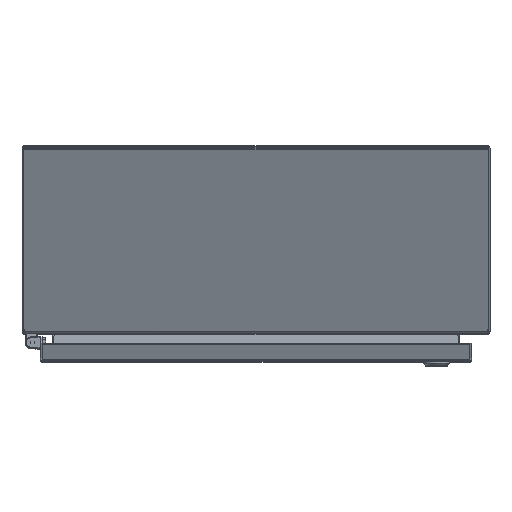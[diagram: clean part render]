
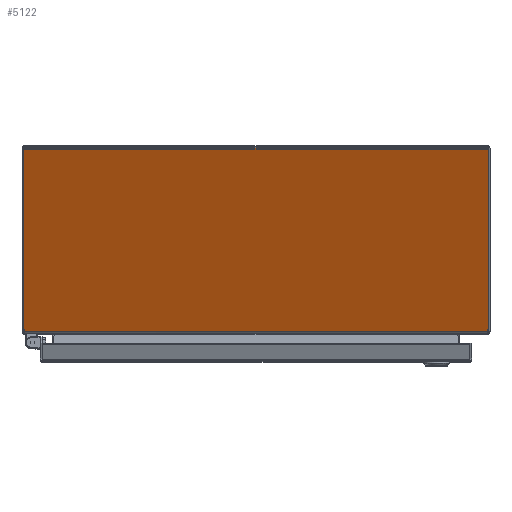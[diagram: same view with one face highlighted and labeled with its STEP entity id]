
A CAD part, top view. The second image highlights one B-rep face of the part: STEP entity #5122.
In plain terms, the highlighted planar face has unit normal (0, -0.423, 0.906).
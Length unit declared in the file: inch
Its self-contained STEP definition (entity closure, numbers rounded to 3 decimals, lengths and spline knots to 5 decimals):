
#102 = EDGE_CURVE ( 'NONE', #12945, #31279, #19706, .T. ) ;
#217 = CARTESIAN_POINT ( 'NONE',  ( -9.928, -7.78568, 10.27858 ) ) ;
#790 = VECTOR ( 'NONE', #11448, 39.37008 ) ;
#1628 = CARTESIAN_POINT ( 'NONE',  ( 9.89008, -7.93764, 10.20772 ) ) ;
#2025 = EDGE_CURVE ( 'NONE', #15384, #12945, #7044, .T. ) ;
#4743 = LINE ( 'NONE', #35539, #10544 ) ;
#5122 = ADVANCED_FACE ( 'NONE', ( #7820 ), #30160, .T. ) ;
#7044 = LINE ( 'NONE', #31971, #35072 ) ;
#7820 = FACE_OUTER_BOUND ( 'NONE', #31490, .T. ) ;
#9829 = VECTOR ( 'NONE', #13181, 39.37008 ) ;
#10312 = EDGE_CURVE ( 'NONE', #33698, #25629, #4743, .T. ) ;
#10544 = VECTOR ( 'NONE', #12811, 39.37008 ) ;
#11298 = VERTEX_POINT ( 'NONE', #24510 ) ;
#11448 = DIRECTION ( 'NONE',  ( 0., -0.906, -0.423 ) ) ;
#12811 = DIRECTION ( 'NONE',  ( 1., 0., 0. ) ) ;
#12945 = VERTEX_POINT ( 'NONE', #13910 ) ;
#13181 = DIRECTION ( 'NONE',  ( 0.221, 0.884, 0.412 ) ) ;
#13910 = CARTESIAN_POINT ( 'NONE',  ( 9.928, -0.101, 13.862 ) ) ;
#14601 = DIRECTION ( 'NONE',  ( 0., -0.906, -0.423 ) ) ;
#15384 = VERTEX_POINT ( 'NONE', #17080 ) ;
#15985 = ORIENTED_EDGE ( 'NONE', *, *, #102, .T. ) ;
#16522 = EDGE_CURVE ( 'NONE', #11298, #33698, #20002, .T. ) ;
#17080 = CARTESIAN_POINT ( 'NONE',  ( 9.928, -7.78568, 10.27858 ) ) ;
#18236 = DIRECTION ( 'NONE',  ( 0., 0.906, 0.423 ) ) ;
#18493 = CARTESIAN_POINT ( 'NONE',  ( -9.928, -0.101, 13.862 ) ) ;
#19165 = CARTESIAN_POINT ( 'NONE',  ( -9.928, -0.101, 13.862 ) ) ;
#19706 = LINE ( 'NONE', #22811, #31782 ) ;
#20002 = LINE ( 'NONE', #217, #29955 ) ;
#20715 = ORIENTED_EDGE ( 'NONE', *, *, #10312, .T. ) ;
#22396 = ORIENTED_EDGE ( 'NONE', *, *, #23161, .T. ) ;
#22811 = CARTESIAN_POINT ( 'NONE',  ( -9.928, -0.101, 13.862 ) ) ;
#23161 = EDGE_CURVE ( 'NONE', #25629, #15384, #35185, .T. ) ;
#24510 = CARTESIAN_POINT ( 'NONE',  ( -9.928, -7.78568, 10.27858 ) ) ;
#24881 = CARTESIAN_POINT ( 'NONE',  ( -9.89008, -7.93764, 10.20772 ) ) ;
#25363 = LINE ( 'NONE', #33096, #790 ) ;
#25539 = ORIENTED_EDGE ( 'NONE', *, *, #2025, .T. ) ;
#25629 = VERTEX_POINT ( 'NONE', #35111 ) ;
#27585 = DIRECTION ( 'NONE',  ( 0., -0.423, 0.906 ) ) ;
#28940 = EDGE_CURVE ( 'NONE', #31279, #11298, #25363, .T. ) ;
#29590 = AXIS2_PLACEMENT_3D ( 'NONE', #19165, #27585, #14601 ) ;
#29955 = VECTOR ( 'NONE', #31180, 39.37008 ) ;
#30160 = PLANE ( 'NONE',  #29590 ) ;
#30450 = ORIENTED_EDGE ( 'NONE', *, *, #28940, .T. ) ;
#30883 = DIRECTION ( 'NONE',  ( -1., 0., 0. ) ) ;
#31180 = DIRECTION ( 'NONE',  ( 0.221, -0.884, -0.412 ) ) ;
#31279 = VERTEX_POINT ( 'NONE', #18493 ) ;
#31490 = EDGE_LOOP ( 'NONE', ( #30450, #35755, #20715, #22396, #25539, #15985 ) ) ;
#31782 = VECTOR ( 'NONE', #30883, 39.37008 ) ;
#31971 = CARTESIAN_POINT ( 'NONE',  ( 9.928, -0.101, 13.862 ) ) ;
#33096 = CARTESIAN_POINT ( 'NONE',  ( -9.928, -0.101, 13.862 ) ) ;
#33698 = VERTEX_POINT ( 'NONE', #24881 ) ;
#35072 = VECTOR ( 'NONE', #18236, 39.37008 ) ;
#35111 = CARTESIAN_POINT ( 'NONE',  ( 9.89008, -7.93764, 10.20772 ) ) ;
#35185 = LINE ( 'NONE', #1628, #9829 ) ;
#35539 = CARTESIAN_POINT ( 'NONE',  ( -9.928, -7.93764, 10.20772 ) ) ;
#35755 = ORIENTED_EDGE ( 'NONE', *, *, #16522, .T. ) ;
